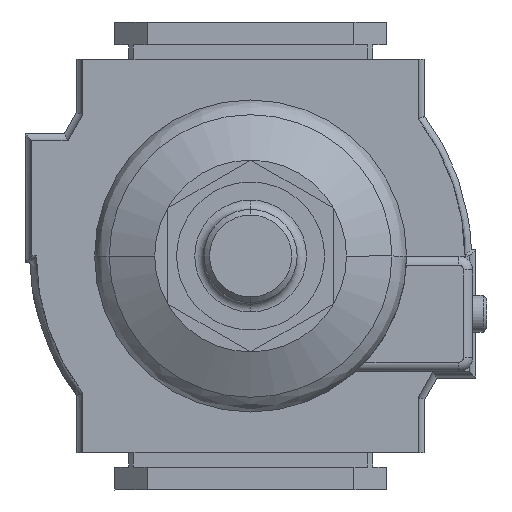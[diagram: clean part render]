
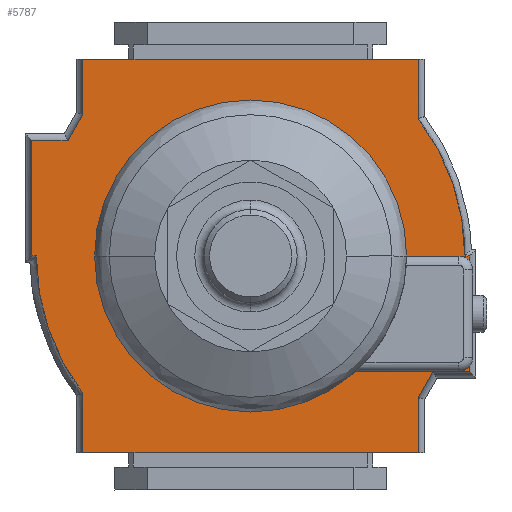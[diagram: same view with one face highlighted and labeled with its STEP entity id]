
A CAD part, front view. The second image highlights one B-rep face of the part: STEP entity #5787.
In plain terms, the highlighted face is planar.
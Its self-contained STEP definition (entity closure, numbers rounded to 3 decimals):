
#3 = CARTESIAN_POINT ( 'NONE',  ( -23.5, 30.9, 0. ) ) ;
#8 = CARTESIAN_POINT ( 'NONE',  ( -18., 30.9, -15.2 ) ) ;
#10 = CARTESIAN_POINT ( 'NONE',  ( 18., 30.9, 21.125 ) ) ;
#69 = DIRECTION ( 'NONE',  ( 0., 0., -1. ) ) ;
#118 = VECTOR ( 'NONE', #7781, 1000. ) ;
#173 = CARTESIAN_POINT ( 'NONE',  ( -23.5, 30.9, -12.4 ) ) ;
#249 = ORIENTED_EDGE ( 'NONE', *, *, #7926, .F. ) ;
#424 = CARTESIAN_POINT ( 'NONE',  ( -18., 30.9, -21.125 ) ) ;
#502 = AXIS2_PLACEMENT_3D ( 'NONE', #600, #9840, #7607 ) ;
#552 = CARTESIAN_POINT ( 'NONE',  ( -19.6, 30.9, -12.4 ) ) ;
#573 = VERTEX_POINT ( 'NONE', #6419 ) ;
#600 = CARTESIAN_POINT ( 'NONE',  ( 1.2, 30.9, 0. ) ) ;
#625 = LINE ( 'NONE', #3050, #6433 ) ;
#663 = EDGE_CURVE ( 'NONE', #6948, #4840, #1909, .T. ) ;
#815 = LINE ( 'NONE', #5594, #4332 ) ;
#869 = DIRECTION ( 'NONE',  ( 0., 0., -1. ) ) ;
#892 = EDGE_CURVE ( 'NONE', #4840, #8880, #7172, .T. ) ;
#907 = ORIENTED_EDGE ( 'NONE', *, *, #2680, .F. ) ;
#1032 = ORIENTED_EDGE ( 'NONE', *, *, #9296, .F. ) ;
#1128 = VERTEX_POINT ( 'NONE', #8440 ) ;
#1231 = VECTOR ( 'NONE', #7690, 1000. ) ;
#1270 = DIRECTION ( 'NONE',  ( 0., -1., 0. ) ) ;
#1360 = ORIENTED_EDGE ( 'NONE', *, *, #5556, .F. ) ;
#1497 = VECTOR ( 'NONE', #869, 1000. ) ;
#1524 = VERTEX_POINT ( 'NONE', #5284 ) ;
#1534 = ORIENTED_EDGE ( 'NONE', *, *, #3523, .F. ) ;
#1627 = LINE ( 'NONE', #10, #1231 ) ;
#1705 = CARTESIAN_POINT ( 'NONE',  ( 18., 30.9, 15.2 ) ) ;
#1736 = VERTEX_POINT ( 'NONE', #2818 ) ;
#1833 = ORIENTED_EDGE ( 'NONE', *, *, #6938, .F. ) ;
#1909 = LINE ( 'NONE', #552, #8330 ) ;
#1928 = ORIENTED_EDGE ( 'NONE', *, *, #7310, .F. ) ;
#1962 = CIRCLE ( 'NONE', #502, 24.2 ) ;
#2017 = CARTESIAN_POINT ( 'NONE',  ( -19.6, 30.9, -12.4 ) ) ;
#2186 = CARTESIAN_POINT ( 'NONE',  ( 18., 30.9, -21.125 ) ) ;
#2252 = VERTEX_POINT ( 'NONE', #7999 ) ;
#2409 = VERTEX_POINT ( 'NONE', #1705 ) ;
#2505 = CIRCLE ( 'NONE', #3317, 24.2 ) ;
#2605 = VECTOR ( 'NONE', #4225, 1000. ) ;
#2644 = CARTESIAN_POINT ( 'NONE',  ( -18., 30.9, -21.125 ) ) ;
#2676 = EDGE_CURVE ( 'NONE', #4163, #7143, #4732, .T. ) ;
#2680 = EDGE_CURVE ( 'NONE', #1736, #1128, #1627, .T. ) ;
#2720 = VERTEX_POINT ( 'NONE', #2186 ) ;
#2818 = CARTESIAN_POINT ( 'NONE',  ( 18., 30.9, 21.125 ) ) ;
#2866 = CARTESIAN_POINT ( 'NONE',  ( 18., 30.9, 15.2 ) ) ;
#3050 = CARTESIAN_POINT ( 'NONE',  ( 19.6, 30.9, 12.4 ) ) ;
#3158 = CARTESIAN_POINT ( 'NONE',  ( -18., 30.9, 14.731 ) ) ;
#3298 = CARTESIAN_POINT ( 'NONE',  ( 0., 30.9, 0. ) ) ;
#3302 = CARTESIAN_POINT ( 'NONE',  ( -23., 30.9, 0. ) ) ;
#3305 = VECTOR ( 'NONE', #3724, 1000. ) ;
#3317 = AXIS2_PLACEMENT_3D ( 'NONE', #5080, #1270, #9805 ) ;
#3396 = ORIENTED_EDGE ( 'NONE', *, *, #3911, .F. ) ;
#3523 = EDGE_CURVE ( 'NONE', #573, #2409, #625, .T. ) ;
#3646 = CARTESIAN_POINT ( 'NONE',  ( -18., 30.9, 21.125 ) ) ;
#3666 = LINE ( 'NONE', #2866, #6653 ) ;
#3706 = AXIS2_PLACEMENT_3D ( 'NONE', #3298, #6435, #3907 ) ;
#3711 = EDGE_CURVE ( 'NONE', #1524, #4163, #7846, .T. ) ;
#3724 = DIRECTION ( 'NONE',  ( 0., 0., 1. ) ) ;
#3834 = EDGE_CURVE ( 'NONE', #2252, #6123, #7789, .T. ) ;
#3907 = DIRECTION ( 'NONE',  ( 0., 0., 1. ) ) ;
#3911 = EDGE_CURVE ( 'NONE', #6053, #1524, #2505, .T. ) ;
#4116 = DIRECTION ( 'NONE',  ( -1., 0., 0. ) ) ;
#4151 = ORIENTED_EDGE ( 'NONE', *, *, #892, .F. ) ;
#4163 = VERTEX_POINT ( 'NONE', #4837 ) ;
#4225 = DIRECTION ( 'NONE',  ( 0., 0., -1. ) ) ;
#4332 = VECTOR ( 'NONE', #69, 1000. ) ;
#4346 = DIRECTION ( 'NONE',  ( 0.496, 0., -0.868 ) ) ;
#4361 = LINE ( 'NONE', #424, #5047 ) ;
#4408 = CARTESIAN_POINT ( 'NONE',  ( 18., 30.9, -14.731 ) ) ;
#4497 = CARTESIAN_POINT ( 'NONE',  ( 23.5, 30.9, 12.4 ) ) ;
#4593 = CARTESIAN_POINT ( 'NONE',  ( 23.5, 30.9, 12.4 ) ) ;
#4663 = LINE ( 'NONE', #8393, #3305 ) ;
#4732 = LINE ( 'NONE', #7838, #118 ) ;
#4770 = ORIENTED_EDGE ( 'NONE', *, *, #5022, .F. ) ;
#4837 = CARTESIAN_POINT ( 'NONE',  ( 23.5, 30.9, 0. ) ) ;
#4840 = VERTEX_POINT ( 'NONE', #8 ) ;
#4847 = EDGE_LOOP ( 'NONE', ( #5100, #3396, #1032, #5350, #4151, #7709, #6620, #4770, #9227, #1833, #1928, #907, #1360, #1534, #249, #5652 ) ) ;
#5022 = EDGE_CURVE ( 'NONE', #6123, #9888, #815, .T. ) ;
#5047 = VECTOR ( 'NONE', #5952, 1000. ) ;
#5080 = CARTESIAN_POINT ( 'NONE',  ( -1.2, 30.9, 0. ) ) ;
#5100 = ORIENTED_EDGE ( 'NONE', *, *, #3711, .F. ) ;
#5176 = LINE ( 'NONE', #7470, #9447 ) ;
#5260 = LINE ( 'NONE', #4497, #6520 ) ;
#5284 = CARTESIAN_POINT ( 'NONE',  ( 23., 30.9, 0. ) ) ;
#5350 = ORIENTED_EDGE ( 'NONE', *, *, #9699, .F. ) ;
#5556 = EDGE_CURVE ( 'NONE', #2409, #1736, #3666, .T. ) ;
#5594 = CARTESIAN_POINT ( 'NONE',  ( -23.5, 30.9, 0. ) ) ;
#5652 = ORIENTED_EDGE ( 'NONE', *, *, #2676, .F. ) ;
#5769 = PLANE ( 'NONE',  #3706 ) ;
#5787 = ADVANCED_FACE ( 'NONE', ( #7300 ), #5769, .T. ) ;
#5952 = DIRECTION ( 'NONE',  ( 1., 0., 0. ) ) ;
#6053 = VERTEX_POINT ( 'NONE', #4408 ) ;
#6123 = VERTEX_POINT ( 'NONE', #3 ) ;
#6419 = CARTESIAN_POINT ( 'NONE',  ( 19.6, 30.9, 12.4 ) ) ;
#6433 = VECTOR ( 'NONE', #9206, 1000. ) ;
#6435 = DIRECTION ( 'NONE',  ( 0., 1., 0. ) ) ;
#6520 = VECTOR ( 'NONE', #8331, 1000. ) ;
#6583 = VECTOR ( 'NONE', #4116, 1000. ) ;
#6611 = EDGE_CURVE ( 'NONE', #9888, #6948, #5176, .T. ) ;
#6620 = ORIENTED_EDGE ( 'NONE', *, *, #6611, .F. ) ;
#6653 = VECTOR ( 'NONE', #6746, 1000. ) ;
#6746 = DIRECTION ( 'NONE',  ( 0., 0., 1. ) ) ;
#6938 = EDGE_CURVE ( 'NONE', #8067, #2252, #1962, .T. ) ;
#6948 = VERTEX_POINT ( 'NONE', #2017 ) ;
#7074 = VECTOR ( 'NONE', #7788, 1000. ) ;
#7143 = VERTEX_POINT ( 'NONE', #4593 ) ;
#7172 = LINE ( 'NONE', #8032, #1497 ) ;
#7300 = FACE_OUTER_BOUND ( 'NONE', #4847, .T. ) ;
#7310 = EDGE_CURVE ( 'NONE', #1128, #8067, #8220, .T. ) ;
#7470 = CARTESIAN_POINT ( 'NONE',  ( -23.5, 30.9, -12.4 ) ) ;
#7607 = DIRECTION ( 'NONE',  ( -1., 0., 0. ) ) ;
#7680 = DIRECTION ( 'NONE',  ( 1., 0., 0. ) ) ;
#7690 = DIRECTION ( 'NONE',  ( -1., 0., 0. ) ) ;
#7709 = ORIENTED_EDGE ( 'NONE', *, *, #663, .F. ) ;
#7781 = DIRECTION ( 'NONE',  ( 0., 0., 1. ) ) ;
#7788 = DIRECTION ( 'NONE',  ( 1., 0., 0. ) ) ;
#7789 = LINE ( 'NONE', #3302, #6583 ) ;
#7838 = CARTESIAN_POINT ( 'NONE',  ( 23.5, 30.9, 0. ) ) ;
#7846 = LINE ( 'NONE', #9457, #7074 ) ;
#7926 = EDGE_CURVE ( 'NONE', #7143, #573, #5260, .T. ) ;
#7999 = CARTESIAN_POINT ( 'NONE',  ( -23., 30.9, 0. ) ) ;
#8032 = CARTESIAN_POINT ( 'NONE',  ( -18., 30.9, -15.2 ) ) ;
#8067 = VERTEX_POINT ( 'NONE', #3158 ) ;
#8220 = LINE ( 'NONE', #3646, #2605 ) ;
#8330 = VECTOR ( 'NONE', #4346, 1000. ) ;
#8331 = DIRECTION ( 'NONE',  ( -1., 0., 0. ) ) ;
#8393 = CARTESIAN_POINT ( 'NONE',  ( 18., 30.9, -21.125 ) ) ;
#8440 = CARTESIAN_POINT ( 'NONE',  ( -18., 30.9, 21.125 ) ) ;
#8880 = VERTEX_POINT ( 'NONE', #2644 ) ;
#9206 = DIRECTION ( 'NONE',  ( -0.496, 0., 0.868 ) ) ;
#9227 = ORIENTED_EDGE ( 'NONE', *, *, #3834, .F. ) ;
#9296 = EDGE_CURVE ( 'NONE', #2720, #6053, #4663, .T. ) ;
#9447 = VECTOR ( 'NONE', #7680, 1000. ) ;
#9457 = CARTESIAN_POINT ( 'NONE',  ( 23., 30.9, 0. ) ) ;
#9699 = EDGE_CURVE ( 'NONE', #8880, #2720, #4361, .T. ) ;
#9805 = DIRECTION ( 'NONE',  ( 1., 0., 0. ) ) ;
#9840 = DIRECTION ( 'NONE',  ( 0., -1., 0. ) ) ;
#9888 = VERTEX_POINT ( 'NONE', #173 ) ;
